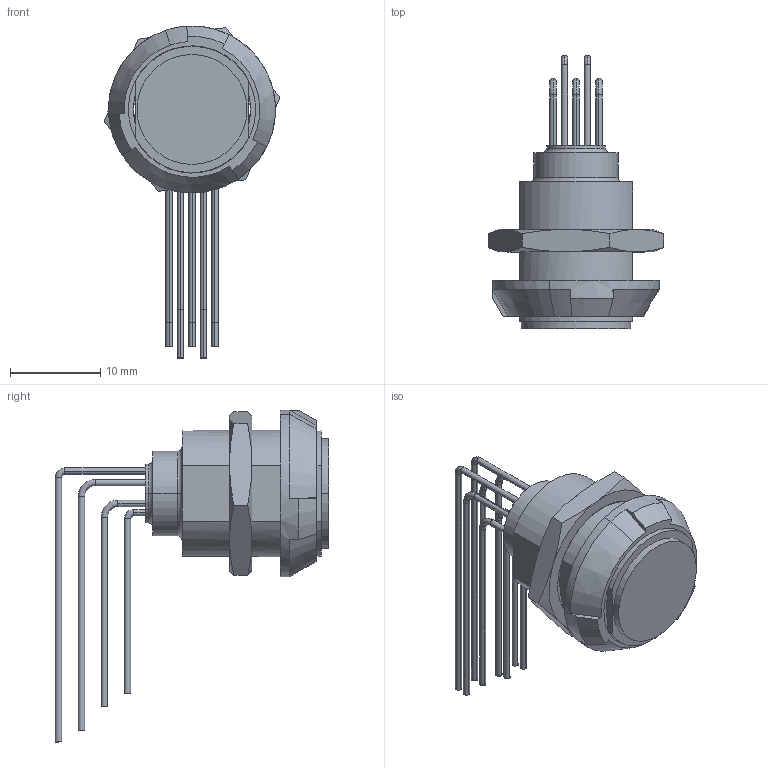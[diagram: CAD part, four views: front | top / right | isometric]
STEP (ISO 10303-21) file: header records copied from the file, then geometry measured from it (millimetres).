
FILE_DESCRIPTION(('FreeCAD Model'),'2;1');
FILE_NAME('PLB1G020010.step','2017-01-04T14:13:34',('Author'),(''), 'Open CASCADE STEP processor 6.8','FreeCAD','Unknown');
FILE_SCHEMA(('AUTOMOTIVE_DESIGN_CC2 { 1 2 10303 214 -1 1 5 4 }'));
Length unit declared in the file: millimetre
Products named in the file (1): PLB1G020010_b
Bounding box: 19.46 x 30.28 x 36.78 mm (x, y, z)
Volume: 3326.5 mm3; surface area: 2415 mm2
Topology: 1 solids, 1 shells, 165 faces, 404 edges, 255 vertices
Faces by surface type: cylinder 60, plane 46, cone 35, torus 24
Entity records: 22323 total; most frequent: CARTESIAN_POINT 15151, DIRECTION 1095, ORIENTED_EDGE 808, PCURVE 808, DEFINITIONAL_REPRESENTATION 808, B_SPLINE_CURVE_WITH_KNOTS 607, EDGE_CURVE 404, SURFACE_CURVE 404
